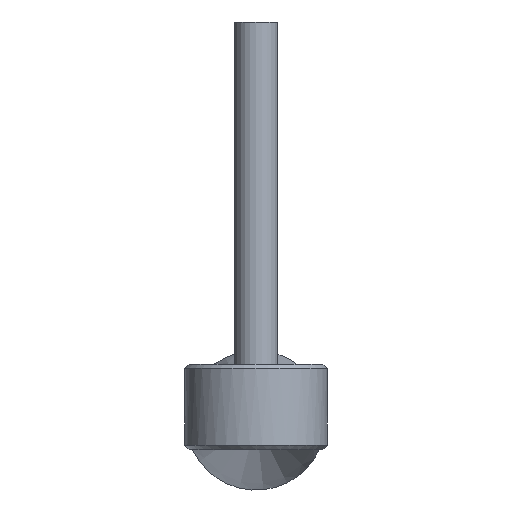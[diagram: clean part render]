
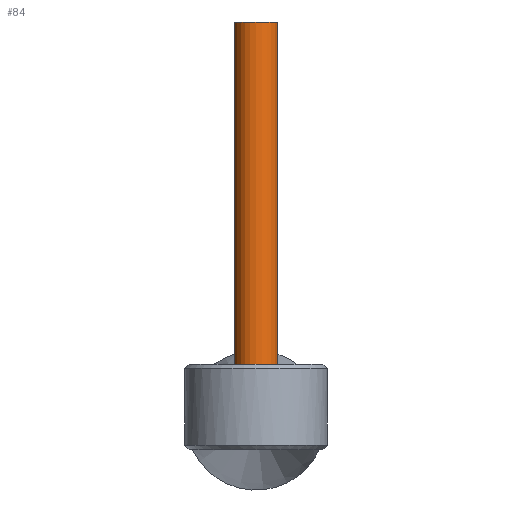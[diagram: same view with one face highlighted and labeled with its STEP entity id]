
A CAD part, left-side view. The second image highlights one B-rep face of the part: STEP entity #84.
In plain terms, the highlighted cylindrical face has radius 1.5 mm (diameter 3 mm), a full revolution.
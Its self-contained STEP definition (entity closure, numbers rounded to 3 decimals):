
#84 = ADVANCED_FACE( '', ( #206, #207 ), #208, .T. );
#206 = FACE_OUTER_BOUND( '', #386, .T. );
#207 = FACE_OUTER_BOUND( '', #387, .T. );
#208 = CYLINDRICAL_SURFACE( '', #388, 1.5 );
#386 = EDGE_LOOP( '', ( #584 ) );
#387 = EDGE_LOOP( '', ( #585 ) );
#388 = AXIS2_PLACEMENT_3D( '', #586, #587, #588 );
#584 = ORIENTED_EDGE( '', *, *, #903, .T. );
#585 = ORIENTED_EDGE( '', *, *, #917, .F. );
#586 = CARTESIAN_POINT( '', ( 0., 0., 205.957 ) );
#587 = DIRECTION( '', ( 0., 0., 1. ) );
#588 = DIRECTION( '', ( -1., 0., 0. ) );
#903 = EDGE_CURVE( '', #1041, #1041, #1042, .T. );
#917 = EDGE_CURVE( '', #1064, #1064, #1065, .T. );
#1041 = VERTEX_POINT( '', #1235 );
#1042 = CIRCLE( '', #1236, 1.5 );
#1064 = VERTEX_POINT( '', #1325 );
#1065 = CIRCLE( '', #1326, 1.5 );
#1235 = CARTESIAN_POINT( '', ( 1.5, 0., 6. ) );
#1236 = AXIS2_PLACEMENT_3D( '', #1569, #1570, #1571 );
#1325 = CARTESIAN_POINT( '', ( 1.5, 0., 30. ) );
#1326 = AXIS2_PLACEMENT_3D( '', #1582, #1583, #1584 );
#1569 = CARTESIAN_POINT( '', ( 0., 0., 6. ) );
#1570 = DIRECTION( '', ( 0., 0., 1. ) );
#1571 = DIRECTION( '', ( 1., 0., 0. ) );
#1582 = CARTESIAN_POINT( '', ( 0., 0., 30. ) );
#1583 = DIRECTION( '', ( 0., 0., 1. ) );
#1584 = DIRECTION( '', ( 1., 0., 0. ) );
